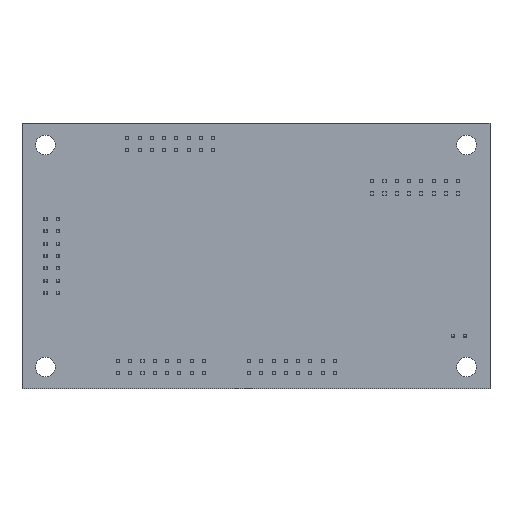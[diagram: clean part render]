
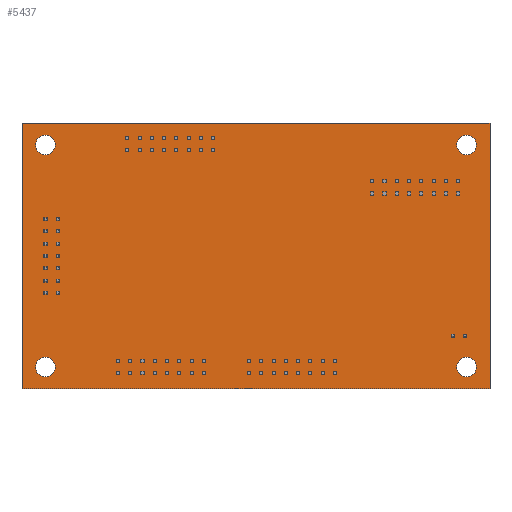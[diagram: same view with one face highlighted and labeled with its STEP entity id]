
A CAD part, front view. The second image highlights one B-rep face of the part: STEP entity #5437.
In plain terms, the highlighted planar face has unit normal (0, -1, 0).
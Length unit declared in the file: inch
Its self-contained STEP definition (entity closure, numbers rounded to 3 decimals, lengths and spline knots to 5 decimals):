
#2709 = EDGE_LOOP ( 'NONE', ( #5168, #5169 ) ) ;
#2710 = EDGE_LOOP ( 'NONE', ( #5174, #5175 ) ) ;
#2711 = EDGE_LOOP ( 'NONE', ( #5170, #5171 ) ) ;
#2712 = EDGE_LOOP ( 'NONE', ( #5176, #5177, #5178, #5179 ) ) ;
#2714 = EDGE_LOOP ( 'NONE', ( #5172, #5173 ) ) ;
#4119 = EDGE_CURVE ( 'NONE', #4655, #4659, #22585, .T. ) ;
#4122 = EDGE_CURVE ( 'NONE', #4676, #4680, #22591, .T. ) ;
#4126 = EDGE_CURVE ( 'NONE', #4683, #4684, #22596, .T. ) ;
#4130 = EDGE_CURVE ( 'NONE', #4687, #4688, #22602, .T. ) ;
#4146 = EDGE_CURVE ( 'NONE', #4659, #4655, #22629, .T. ) ;
#4147 = EDGE_CURVE ( 'NONE', #4680, #4676, #22633, .T. ) ;
#4148 = EDGE_CURVE ( 'NONE', #4684, #4683, #22634, .T. ) ;
#4149 = EDGE_CURVE ( 'NONE', #4688, #4687, #22635, .T. ) ;
#4150 = EDGE_CURVE ( 'NONE', #4696, #4702, #22636, .T. ) ;
#4151 = EDGE_CURVE ( 'NONE', #4701, #4696, #22631, .T. ) ;
#4152 = EDGE_CURVE ( 'NONE', #4704, #4701, #22637, .T. ) ;
#4153 = EDGE_CURVE ( 'NONE', #4702, #4704, #22639, .T. ) ;
#4655 = VERTEX_POINT ( 'NONE', #21899 ) ;
#4659 = VERTEX_POINT ( 'NONE', #21903 ) ;
#4676 = VERTEX_POINT ( 'NONE', #21920 ) ;
#4680 = VERTEX_POINT ( 'NONE', #21924 ) ;
#4683 = VERTEX_POINT ( 'NONE', #21927 ) ;
#4684 = VERTEX_POINT ( 'NONE', #21928 ) ;
#4687 = VERTEX_POINT ( 'NONE', #21931 ) ;
#4688 = VERTEX_POINT ( 'NONE', #21932 ) ;
#4696 = VERTEX_POINT ( 'NONE', #21940 ) ;
#4701 = VERTEX_POINT ( 'NONE', #21945 ) ;
#4702 = VERTEX_POINT ( 'NONE', #21946 ) ;
#4704 = VERTEX_POINT ( 'NONE', #21948 ) ;
#5168 = ORIENTED_EDGE ( 'NONE', *, *, #4146, .T. ) ;
#5169 = ORIENTED_EDGE ( 'NONE', *, *, #4119, .T. ) ;
#5170 = ORIENTED_EDGE ( 'NONE', *, *, #4147, .T. ) ;
#5171 = ORIENTED_EDGE ( 'NONE', *, *, #4122, .T. ) ;
#5172 = ORIENTED_EDGE ( 'NONE', *, *, #4148, .T. ) ;
#5173 = ORIENTED_EDGE ( 'NONE', *, *, #4126, .T. ) ;
#5174 = ORIENTED_EDGE ( 'NONE', *, *, #4149, .T. ) ;
#5175 = ORIENTED_EDGE ( 'NONE', *, *, #4130, .T. ) ;
#5176 = ORIENTED_EDGE ( 'NONE', *, *, #4150, .F. ) ;
#5177 = ORIENTED_EDGE ( 'NONE', *, *, #4151, .F. ) ;
#5178 = ORIENTED_EDGE ( 'NONE', *, *, #4152, .F. ) ;
#5179 = ORIENTED_EDGE ( 'NONE', *, *, #4153, .F. ) ;
#5437 = ADVANCED_FACE ( 'NONE', ( #24685, #24689, #24686, #24688, #24687 ), #23693, .F. ) ;
#14841 = AXIS2_PLACEMENT_3D ( 'NONE', #21607, #21608, #21609 ) ;
#14844 = AXIS2_PLACEMENT_3D ( 'NONE', #21616, #21617, #21618 ) ;
#14846 = AXIS2_PLACEMENT_3D ( 'NONE', #21626, #21627, #21628 ) ;
#14848 = AXIS2_PLACEMENT_3D ( 'NONE', #21636, #21637, #21638 ) ;
#14854 = AXIS2_PLACEMENT_3D ( 'NONE', #21671, #21672, #21673 ) ;
#14855 = AXIS2_PLACEMENT_3D ( 'NONE', #21674, #21675, #21676 ) ;
#14856 = AXIS2_PLACEMENT_3D ( 'NONE', #21679, #21680, #21681 ) ;
#14857 = AXIS2_PLACEMENT_3D ( 'NONE', #21684, #21685, #21686 ) ;
#21607 = CARTESIAN_POINT ( 'NONE',  ( -1.35, 0., 0.7125 ) ) ;
#21608 = DIRECTION ( 'NONE',  ( 0., 1., 0. ) ) ;
#21609 = DIRECTION ( 'NONE',  ( 0., 0., 1. ) ) ;
#21616 = CARTESIAN_POINT ( 'NONE',  ( 1.35, 0., 0.7125 ) ) ;
#21617 = DIRECTION ( 'NONE',  ( 0., 1., 0. ) ) ;
#21618 = DIRECTION ( 'NONE',  ( 0., 0., 1. ) ) ;
#21626 = CARTESIAN_POINT ( 'NONE',  ( 1.35, 0., -0.7125 ) ) ;
#21627 = DIRECTION ( 'NONE',  ( 0., 1., 0. ) ) ;
#21628 = DIRECTION ( 'NONE',  ( 0., 0., 1. ) ) ;
#21636 = CARTESIAN_POINT ( 'NONE',  ( -1.35, 0., -0.7125 ) ) ;
#21637 = DIRECTION ( 'NONE',  ( 0., 1., 0. ) ) ;
#21638 = DIRECTION ( 'NONE',  ( 0., 0., 1. ) ) ;
#21671 = CARTESIAN_POINT ( 'NONE',  ( -1.35, 0., 0.7125 ) ) ;
#21672 = DIRECTION ( 'NONE',  ( 0., 1., 0. ) ) ;
#21673 = DIRECTION ( 'NONE',  ( 0., 0., 1. ) ) ;
#21674 = CARTESIAN_POINT ( 'NONE',  ( 1.35, 0., 0.7125 ) ) ;
#21675 = DIRECTION ( 'NONE',  ( 0., 1., 0. ) ) ;
#21676 = DIRECTION ( 'NONE',  ( 0., 0., 1. ) ) ;
#21677 = CARTESIAN_POINT ( 'NONE',  ( 1.26, 0., 0.85 ) ) ;
#21678 = DIRECTION ( 'NONE',  ( 1., 0., 0. ) ) ;
#21679 = CARTESIAN_POINT ( 'NONE',  ( 1.35, 0., -0.7125 ) ) ;
#21680 = DIRECTION ( 'NONE',  ( 0., 1., 0. ) ) ;
#21681 = DIRECTION ( 'NONE',  ( 0., 0., 1. ) ) ;
#21682 = CARTESIAN_POINT ( 'NONE',  ( 1.03, 0., -0.85 ) ) ;
#21683 = CARTESIAN_POINT ( 'NONE',  ( -1.5, 0., -0.85 ) ) ;
#21684 = CARTESIAN_POINT ( 'NONE',  ( -1.35, 0., -0.7125 ) ) ;
#21685 = DIRECTION ( 'NONE',  ( 0., 1., 0. ) ) ;
#21686 = DIRECTION ( 'NONE',  ( 0., 0., 1. ) ) ;
#21687 = CARTESIAN_POINT ( 'NONE',  ( 1.5, 0., 0.85 ) ) ;
#21688 = DIRECTION ( 'NONE',  ( 0., 0., 1. ) ) ;
#21690 = DIRECTION ( 'NONE',  ( -1., 0., 0. ) ) ;
#21692 = DIRECTION ( 'NONE',  ( 0., 0., -1. ) ) ;
#21899 = CARTESIAN_POINT ( 'NONE',  ( -1.35, 0., 0.65 ) ) ;
#21903 = CARTESIAN_POINT ( 'NONE',  ( -1.35, 0., 0.775 ) ) ;
#21920 = CARTESIAN_POINT ( 'NONE',  ( 1.35, 0., 0.65 ) ) ;
#21924 = CARTESIAN_POINT ( 'NONE',  ( 1.35, 0., 0.775 ) ) ;
#21927 = CARTESIAN_POINT ( 'NONE',  ( 1.35, 0., -0.775 ) ) ;
#21928 = CARTESIAN_POINT ( 'NONE',  ( 1.35, 0., -0.65 ) ) ;
#21931 = CARTESIAN_POINT ( 'NONE',  ( -1.35, 0., -0.775 ) ) ;
#21932 = CARTESIAN_POINT ( 'NONE',  ( -1.35, 0., -0.65 ) ) ;
#21940 = CARTESIAN_POINT ( 'NONE',  ( -1.5, 0., 0.85 ) ) ;
#21945 = CARTESIAN_POINT ( 'NONE',  ( -1.5, 0., -0.85 ) ) ;
#21946 = CARTESIAN_POINT ( 'NONE',  ( 1.5, 0., 0.85 ) ) ;
#21948 = CARTESIAN_POINT ( 'NONE',  ( 1.5, 0., -0.85 ) ) ;
#22585 = CIRCLE ( 'NONE', #14841, 0.0625 ) ;
#22591 = CIRCLE ( 'NONE', #14844, 0.0625 ) ;
#22596 = CIRCLE ( 'NONE', #14846, 0.0625 ) ;
#22602 = CIRCLE ( 'NONE', #14848, 0.0625 ) ;
#22629 = CIRCLE ( 'NONE', #14854, 0.0625 ) ;
#22631 = LINE ( 'NONE', #21683, #22640 ) ;
#22633 = CIRCLE ( 'NONE', #14855, 0.0625 ) ;
#22634 = CIRCLE ( 'NONE', #14856, 0.0625 ) ;
#22635 = CIRCLE ( 'NONE', #14857, 0.0625 ) ;
#22636 = LINE ( 'NONE', #21677, #22638 ) ;
#22637 = LINE ( 'NONE', #21682, #22642 ) ;
#22638 = VECTOR ( 'NONE', #21678, 39.37008 ) ;
#22639 = LINE ( 'NONE', #21687, #22644 ) ;
#22640 = VECTOR ( 'NONE', #21688, 39.37008 ) ;
#22642 = VECTOR ( 'NONE', #21690, 39.37008 ) ;
#22644 = VECTOR ( 'NONE', #21692, 39.37008 ) ;
#23296 = AXIS2_PLACEMENT_3D ( 'NONE', #23694, #23690, #23696 ) ;
#23690 = DIRECTION ( 'NONE',  ( 0., 1., 0. ) ) ;
#23693 = PLANE ( 'NONE',  #23296 ) ;
#23694 = CARTESIAN_POINT ( 'NONE',  ( 1.03, 0., -0.9 ) ) ;
#23696 = DIRECTION ( 'NONE',  ( 0., 0., 1. ) ) ;
#24685 = FACE_BOUND ( 'NONE', #2709, .T. ) ;
#24686 = FACE_BOUND ( 'NONE', #2714, .T. ) ;
#24687 = FACE_OUTER_BOUND ( 'NONE', #2712, .T. ) ;
#24688 = FACE_BOUND ( 'NONE', #2710, .T. ) ;
#24689 = FACE_BOUND ( 'NONE', #2711, .T. ) ;
